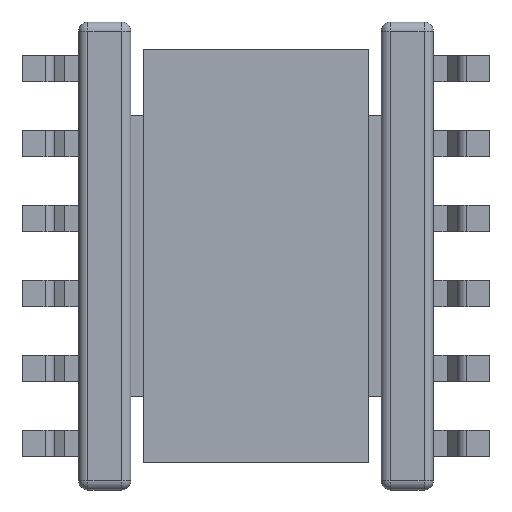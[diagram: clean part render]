
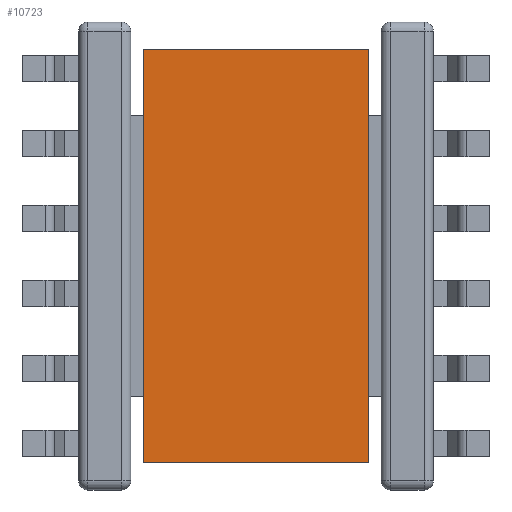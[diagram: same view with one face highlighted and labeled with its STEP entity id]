
A CAD part, front view. The second image highlights one B-rep face of the part: STEP entity #10723.
In plain terms, the highlighted face is planar.
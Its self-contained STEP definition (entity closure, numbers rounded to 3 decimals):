
#221 = VERTEX_POINT ( 'NONE', #4665 ) ;
#428 = ORIENTED_EDGE ( 'NONE', *, *, #4905, .T. ) ;
#647 = DIRECTION ( 'NONE',  ( 0., -1., 0. ) ) ;
#685 = LINE ( 'NONE', #7216, #5854 ) ;
#687 = CARTESIAN_POINT ( 'NONE',  ( -6., 5.51, -2.5 ) ) ;
#793 = CARTESIAN_POINT ( 'NONE',  ( 0., 5.51, -2.5 ) ) ;
#821 = EDGE_CURVE ( 'NONE', #221, #11224, #2852, .T. ) ;
#1086 = EDGE_LOOP ( 'NONE', ( #10350, #428, #5070, #1801 ) ) ;
#1114 = FACE_OUTER_BOUND ( 'NONE', #1086, .T. ) ;
#1185 = CARTESIAN_POINT ( 'NONE',  ( 0., 0., -2.5 ) ) ;
#1435 = DIRECTION ( 'NONE',  ( -1., 0., 0. ) ) ;
#1801 = ORIENTED_EDGE ( 'NONE', *, *, #9815, .F. ) ;
#2139 = DIRECTION ( 'NONE',  ( 0., 1., 0. ) ) ;
#2528 = CARTESIAN_POINT ( 'NONE',  ( -6., 0., -2.5 ) ) ;
#2852 = LINE ( 'NONE', #1185, #7595 ) ;
#3486 = DIRECTION ( 'NONE',  ( -1., 0., 0. ) ) ;
#4371 = VECTOR ( 'NONE', #647, 1000. ) ;
#4477 = CARTESIAN_POINT ( 'NONE',  ( -6., -5.51, -2.5 ) ) ;
#4665 = CARTESIAN_POINT ( 'NONE',  ( 0., -5.51, -2.5 ) ) ;
#4905 = EDGE_CURVE ( 'NONE', #221, #6648, #5513, .T. ) ;
#5070 = ORIENTED_EDGE ( 'NONE', *, *, #8953, .F. ) ;
#5366 = PLANE ( 'NONE',  #7797 ) ;
#5509 = DIRECTION ( 'NONE',  ( -1., 0., 0. ) ) ;
#5513 = LINE ( 'NONE', #11084, #10446 ) ;
#5854 = VECTOR ( 'NONE', #1435, 1000. ) ;
#6648 = VERTEX_POINT ( 'NONE', #4477 ) ;
#7216 = CARTESIAN_POINT ( 'NONE',  ( 0., 5.51, -2.5 ) ) ;
#7595 = VECTOR ( 'NONE', #2139, 1000. ) ;
#7797 = AXIS2_PLACEMENT_3D ( 'NONE', #2528, #9113, #3486 ) ;
#8318 = CARTESIAN_POINT ( 'NONE',  ( -6., 5.51, -2.5 ) ) ;
#8953 = EDGE_CURVE ( 'NONE', #11687, #6648, #11818, .T. ) ;
#9113 = DIRECTION ( 'NONE',  ( 0., 0., -1. ) ) ;
#9815 = EDGE_CURVE ( 'NONE', #11224, #11687, #685, .T. ) ;
#10350 = ORIENTED_EDGE ( 'NONE', *, *, #821, .F. ) ;
#10446 = VECTOR ( 'NONE', #5509, 1000. ) ;
#10723 = ADVANCED_FACE ( 'NONE', ( #1114 ), #5366, .T. ) ;
#11084 = CARTESIAN_POINT ( 'NONE',  ( 0., -5.51, -2.5 ) ) ;
#11224 = VERTEX_POINT ( 'NONE', #793 ) ;
#11687 = VERTEX_POINT ( 'NONE', #687 ) ;
#11818 = LINE ( 'NONE', #8318, #4371 ) ;
